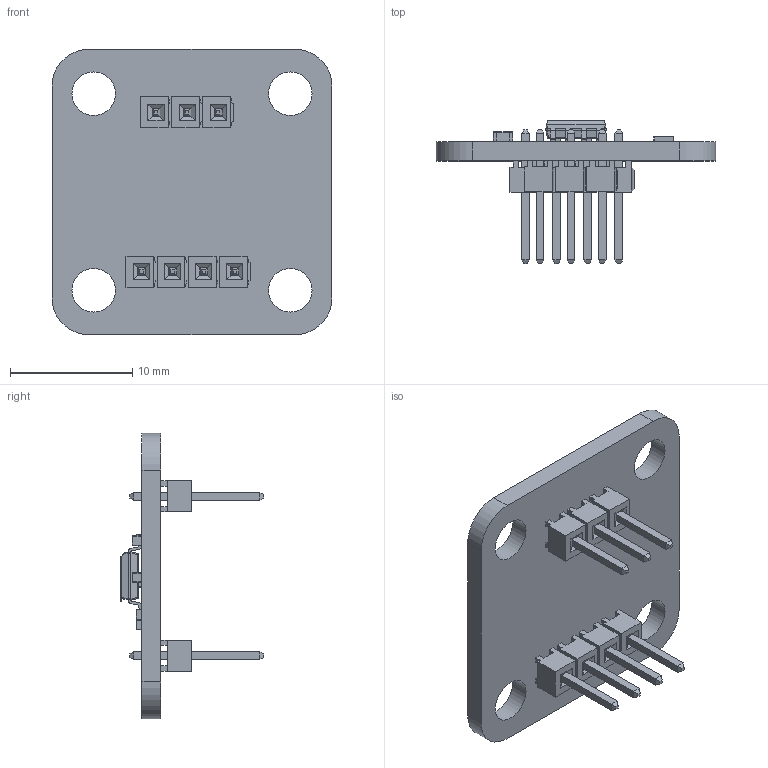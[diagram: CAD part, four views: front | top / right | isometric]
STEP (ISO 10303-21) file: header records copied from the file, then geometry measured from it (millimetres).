
FILE_DESCRIPTION(/* description */ ('STEP AP214'),/* implementation_level */ '2;1');
FILE_NAME(/* name */ 'AS5600.step',/* time_stamp */ '2025-09-09T17:30:04+01:00',/* author */ (''),/* organization */ (''),/* preprocessor_version */ 'ST-DEVELOPER v20.1',/* originating_system */ 'Autodesk Translation Framework v14.10.0.0',/* authorisation */ '');
FILE_SCHEMA (('AUTOMOTIVE_DESIGN { 1 0 10303 214 3 1 1 }'));
Length unit declared in the file: millimetre
Products named in the file (1): AS5600
Bounding box: 22.86 x 11.68 x 23.3 mm (x, y, z)
Volume: 889.7 mm3; surface area: 1778.5 mm2
Topology: 35 solids, 35 shells, 816 faces, 2031 edges, 1270 vertices
Faces by surface type: plane 638, cylinder 156, sphere 22
Full cylindrical faces by diameter (mm): 0.35 x2, 1 x7, 3.55 x4
Entity records: 24469 total; most frequent: CARTESIAN_POINT 4126, ORIENTED_EDGE 4030, DIRECTION 3953, EDGE_CURVE 2015, LINE 1695, VECTOR 1695, VERTEX_POINT 1270, AXIS2_PLACEMENT_3D 1129
